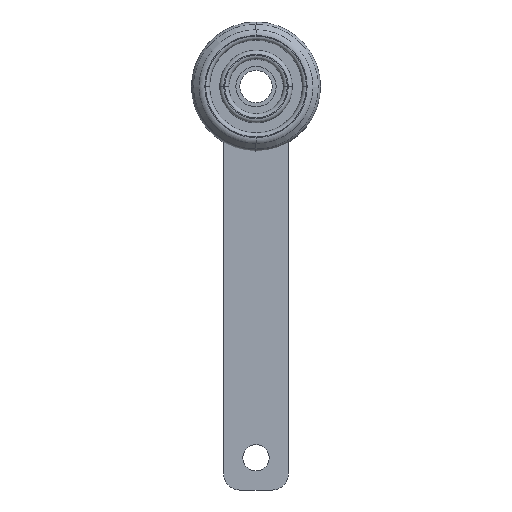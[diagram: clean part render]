
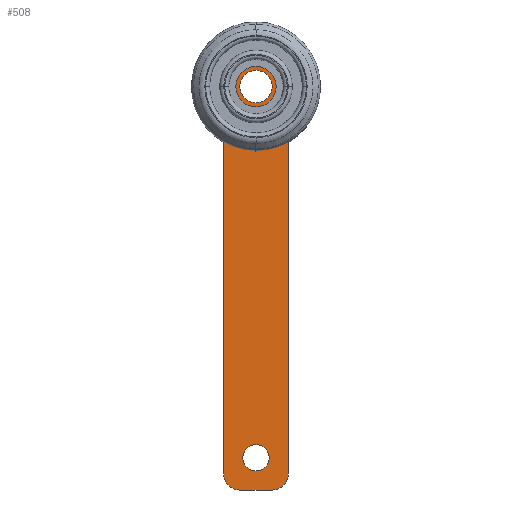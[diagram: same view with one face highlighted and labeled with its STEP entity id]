
A CAD part, front view. The second image highlights one B-rep face of the part: STEP entity #508.
In plain terms, the highlighted planar face has unit normal (0, -1, 0).
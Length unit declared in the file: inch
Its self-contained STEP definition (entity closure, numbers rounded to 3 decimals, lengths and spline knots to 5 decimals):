
#53=AXIS2_PLACEMENT_3D('Circle Axis2P3D',#51,#52,$) ;
#88=AXIS2_PLACEMENT_3D('Circle Axis2P3D',#86,#87,$) ;
#110=AXIS2_PLACEMENT_3D('Circle Axis2P3D',#108,#109,$) ;
#145=AXIS2_PLACEMENT_3D('Circle Axis2P3D',#143,#144,$) ;
#167=AXIS2_PLACEMENT_3D('Circle Axis2P3D',#165,#166,$) ;
#202=AXIS2_PLACEMENT_3D('Circle Axis2P3D',#200,#201,$) ;
#224=AXIS2_PLACEMENT_3D('Circle Axis2P3D',#222,#223,$) ;
#302=AXIS2_PLACEMENT_3D('Circle Axis2P3D',#300,#301,$) ;
#364=AXIS2_PLACEMENT_3D('Circle Axis2P3D',#362,#363,$) ;
#479=AXIS2_PLACEMENT_3D('Plane Axis2P3D',#476,#477,#478) ;
#483=AXIS2_PLACEMENT_3D('Circle Axis2P3D',#481,#482,$) ;
#51=CARTESIAN_POINT('Axis2P3D Location',(0.,0.,11.)) ;
#55=CARTESIAN_POINT('Vertex',(0.375,0.,11.)) ;
#57=CARTESIAN_POINT('Vertex',(-0.375,0.,11.)) ;
#86=CARTESIAN_POINT('Axis2P3D Location',(0.,0.,11.)) ;
#108=CARTESIAN_POINT('Axis2P3D Location',(0.,0.,12.5)) ;
#112=CARTESIAN_POINT('Vertex',(0.5,0.,12.5)) ;
#114=CARTESIAN_POINT('Vertex',(-0.5,0.,12.5)) ;
#143=CARTESIAN_POINT('Axis2P3D Location',(0.,0.,12.5)) ;
#165=CARTESIAN_POINT('Axis2P3D Location',(0.,0.,1.)) ;
#169=CARTESIAN_POINT('Vertex',(0.40625,0.,1.)) ;
#171=CARTESIAN_POINT('Vertex',(-0.40625,0.,1.)) ;
#200=CARTESIAN_POINT('Axis2P3D Location',(0.,0.,1.)) ;
#222=CARTESIAN_POINT('Axis2P3D Location',(-0.5,0.,12.75)) ;
#226=CARTESIAN_POINT('Vertex',(-1.,0.,12.75)) ;
#228=CARTESIAN_POINT('Vertex',(-0.5,0.,13.25)) ;
#269=CARTESIAN_POINT('Line Origine',(0.,0.,13.25)) ;
#273=CARTESIAN_POINT('Vertex',(0.5,0.,13.25)) ;
#300=CARTESIAN_POINT('Axis2P3D Location',(0.5,0.,12.75)) ;
#304=CARTESIAN_POINT('Vertex',(1.,0.,12.75)) ;
#331=CARTESIAN_POINT('Line Origine',(1.,0.,6.625)) ;
#335=CARTESIAN_POINT('Vertex',(1.,0.,0.5)) ;
#362=CARTESIAN_POINT('Axis2P3D Location',(0.5,0.,0.5)) ;
#366=CARTESIAN_POINT('Vertex',(0.5,0.,0.)) ;
#386=CARTESIAN_POINT('Line Origine',(-1.,0.,6.625)) ;
#390=CARTESIAN_POINT('Vertex',(-1.,0.,0.5)) ;
#423=CARTESIAN_POINT('Vertex',(-0.5,0.,0.)) ;
#431=CARTESIAN_POINT('Line Origine',(0.,0.,0.)) ;
#476=CARTESIAN_POINT('Axis2P3D Location',(1.,0.,0.)) ;
#481=CARTESIAN_POINT('Axis2P3D Location',(-0.5,0.,0.5)) ;
#52=DIRECTION('Axis2P3D Direction',(0.,1.,-0.)) ;
#87=DIRECTION('Axis2P3D Direction',(0.,1.,-0.)) ;
#109=DIRECTION('Axis2P3D Direction',(0.,1.,-0.)) ;
#144=DIRECTION('Axis2P3D Direction',(0.,1.,-0.)) ;
#166=DIRECTION('Axis2P3D Direction',(0.,1.,-0.)) ;
#201=DIRECTION('Axis2P3D Direction',(0.,1.,-0.)) ;
#223=DIRECTION('Axis2P3D Direction',(0.,1.,0.)) ;
#270=DIRECTION('Vector Direction',(-1.,0.,0.)) ;
#301=DIRECTION('Axis2P3D Direction',(-0.,1.,0.)) ;
#332=DIRECTION('Vector Direction',(0.,0.,1.)) ;
#363=DIRECTION('Axis2P3D Direction',(0.,1.,0.)) ;
#387=DIRECTION('Vector Direction',(0.,0.,1.)) ;
#432=DIRECTION('Vector Direction',(-1.,0.,0.)) ;
#477=DIRECTION('Axis2P3D Direction',(0.,1.,-0.)) ;
#478=DIRECTION('Axis2P3D XDirection',(-1.,0.,0.)) ;
#482=DIRECTION('Axis2P3D Direction',(0.,1.,-0.)) ;
#271=VECTOR('Line Direction',#270,0.03937) ;
#333=VECTOR('Line Direction',#332,0.03937) ;
#388=VECTOR('Line Direction',#387,0.03937) ;
#433=VECTOR('Line Direction',#432,0.03937) ;
#487=ORIENTED_EDGE('',*,*,#485,.F.) ;
#488=ORIENTED_EDGE('',*,*,#435,.T.) ;
#489=ORIENTED_EDGE('',*,*,#368,.F.) ;
#490=ORIENTED_EDGE('',*,*,#337,.T.) ;
#491=ORIENTED_EDGE('',*,*,#306,.F.) ;
#492=ORIENTED_EDGE('',*,*,#275,.F.) ;
#493=ORIENTED_EDGE('',*,*,#230,.F.) ;
#494=ORIENTED_EDGE('',*,*,#392,.F.) ;
#497=ORIENTED_EDGE('',*,*,#173,.T.) ;
#498=ORIENTED_EDGE('',*,*,#204,.T.) ;
#501=ORIENTED_EDGE('',*,*,#116,.T.) ;
#502=ORIENTED_EDGE('',*,*,#147,.T.) ;
#505=ORIENTED_EDGE('',*,*,#59,.T.) ;
#506=ORIENTED_EDGE('',*,*,#90,.T.) ;
#499=FACE_BOUND('',#496,.T.) ;
#503=FACE_BOUND('',#500,.T.) ;
#507=FACE_BOUND('',#504,.T.) ;
#508=ADVANCED_FACE('MASTER MODEL',(#495,#499,#503,#507),#480,.F.) ;
#54=CIRCLE('generated circle',#53,0.375) ;
#89=CIRCLE('generated circle',#88,0.375) ;
#111=CIRCLE('generated circle',#110,0.5) ;
#146=CIRCLE('generated circle',#145,0.5) ;
#168=CIRCLE('generated circle',#167,0.40625) ;
#203=CIRCLE('generated circle',#202,0.40625) ;
#225=CIRCLE('generated circle',#224,0.5) ;
#303=CIRCLE('generated circle',#302,0.5) ;
#365=CIRCLE('generated circle',#364,0.5) ;
#484=CIRCLE('generated circle',#483,0.5) ;
#59=EDGE_CURVE('',#56,#58,#54,.T.) ;
#90=EDGE_CURVE('',#58,#56,#89,.T.) ;
#116=EDGE_CURVE('',#113,#115,#111,.T.) ;
#147=EDGE_CURVE('',#115,#113,#146,.T.) ;
#173=EDGE_CURVE('',#170,#172,#168,.T.) ;
#204=EDGE_CURVE('',#172,#170,#203,.T.) ;
#230=EDGE_CURVE('',#227,#229,#225,.T.) ;
#275=EDGE_CURVE('',#229,#274,#272,.F.) ;
#306=EDGE_CURVE('',#274,#305,#303,.T.) ;
#337=EDGE_CURVE('',#336,#305,#334,.T.) ;
#368=EDGE_CURVE('',#336,#367,#365,.T.) ;
#392=EDGE_CURVE('',#391,#227,#389,.T.) ;
#435=EDGE_CURVE('',#424,#367,#434,.F.) ;
#485=EDGE_CURVE('',#424,#391,#484,.T.) ;
#486=EDGE_LOOP('',(#487,#488,#489,#490,#491,#492,#493,#494)) ;
#496=EDGE_LOOP('',(#497,#498)) ;
#500=EDGE_LOOP('',(#501,#502)) ;
#504=EDGE_LOOP('',(#505,#506)) ;
#495=FACE_OUTER_BOUND('',#486,.T.) ;
#272=LINE('Line',#269,#271) ;
#334=LINE('Line',#331,#333) ;
#389=LINE('Line',#386,#388) ;
#434=LINE('Line',#431,#433) ;
#480=PLANE('',#479) ;
#56=VERTEX_POINT('',#55) ;
#58=VERTEX_POINT('',#57) ;
#113=VERTEX_POINT('',#112) ;
#115=VERTEX_POINT('',#114) ;
#170=VERTEX_POINT('',#169) ;
#172=VERTEX_POINT('',#171) ;
#227=VERTEX_POINT('',#226) ;
#229=VERTEX_POINT('',#228) ;
#274=VERTEX_POINT('',#273) ;
#305=VERTEX_POINT('',#304) ;
#336=VERTEX_POINT('',#335) ;
#367=VERTEX_POINT('',#366) ;
#391=VERTEX_POINT('',#390) ;
#424=VERTEX_POINT('',#423) ;
